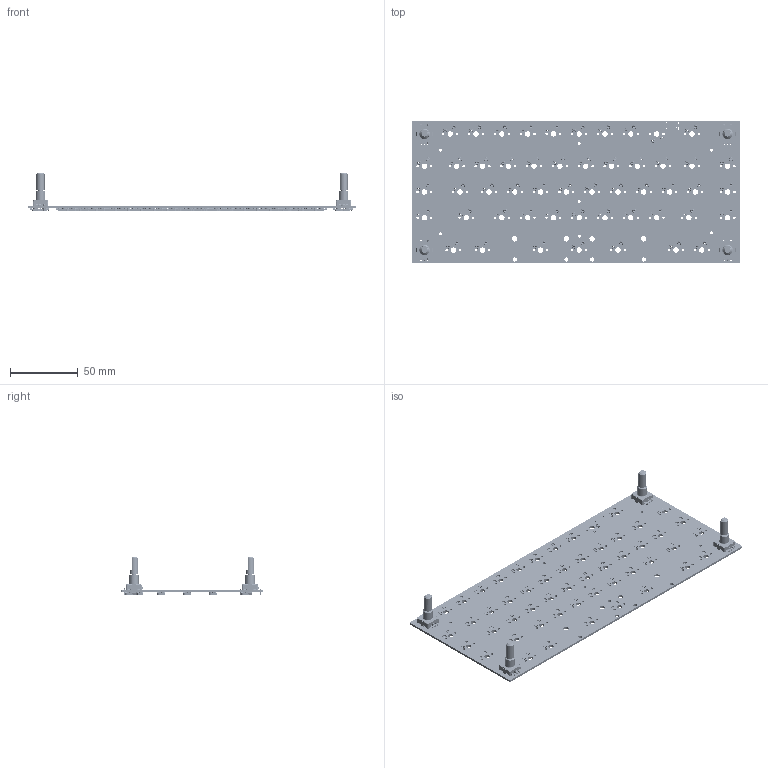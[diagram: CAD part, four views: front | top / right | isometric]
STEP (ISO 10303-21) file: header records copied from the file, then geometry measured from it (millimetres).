
FILE_DESCRIPTION(('KiCad electronic assembly'),'2;1');
FILE_NAME('alqaztraz.step','2024-07-19T16:00:24',('Pcbnew'),('Kicad'), 'Open CASCADE STEP processor 7.8','KiCad to STEP converter','Unknown' );
FILE_SCHEMA(('AUTOMOTIVE_DESIGN { 1 0 10303 214 1 1 1 1 }'));
Length unit declared in the file: millimetre
Products named in the file (6): alqaztraz 1; ROT_EC11E; (Unsaved); HS_CPG151101S11_MX; Kailh Hotswap v2; alqaztraz_PCB
Assembly tree (63 placements, depth 3):
  alqaztraz 1
    ROT_EC11E  x4
      (Unsaved)
    HS_CPG151101S11_MX  x56
      Kailh Hotswap v2
    alqaztraz_PCB
Bounding box: 242.89 x 104.78 x 28.2 mm (x, y, z)
Volume: 47288 mm3; surface area: 74169.2 mm2
Topology: 173 solids, 173 shells, 26859 faces, 66615 edges, 40874 vertices
Faces by surface type: plane 16274, cylinder 6121, bspline 3280, torus 608, cone 576
Full cylindrical faces by diameter (mm): 0.65 x2, 1 x20, 1.75 x104, 2 x4, 2.2 x7, 2.9 x112, 3 x108, 3.048 x4, 3.3 x4, 3.5 x4, 3.51 x4, 3.988 x60, 4 x4, 6 x4, 7 x4
Entity records: 48677 total; most frequent: CARTESIAN_POINT 9653, DIRECTION 7174, ORIENTED_EDGE 7068, EDGE_CURVE 3534, AXIS2_PLACEMENT_3D 2458, LINE 2258, VECTOR 2258, VERTEX_POINT 2231
